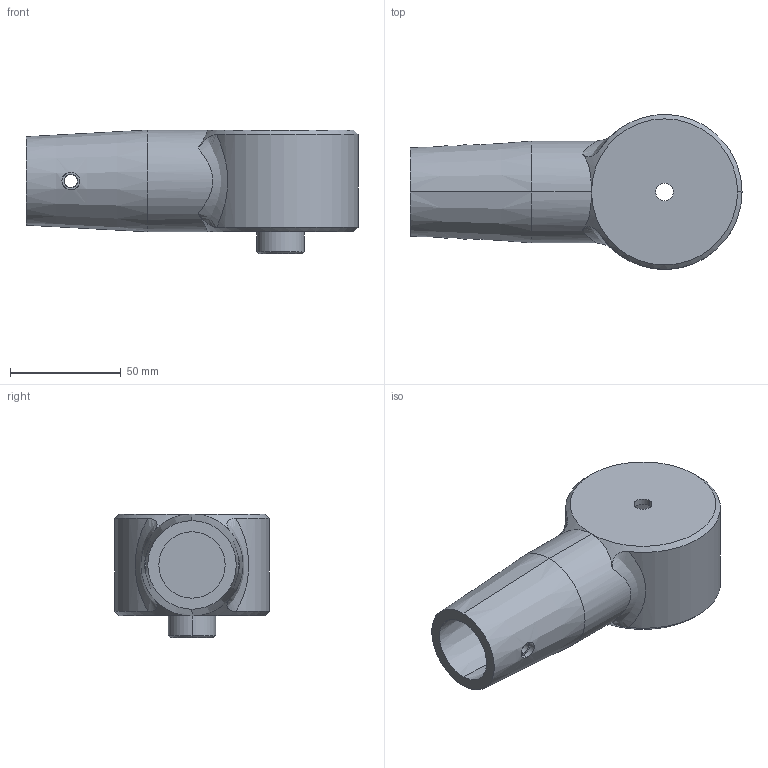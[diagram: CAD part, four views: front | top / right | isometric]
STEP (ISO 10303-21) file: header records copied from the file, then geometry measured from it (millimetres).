
FILE_DESCRIPTION (( 'STEP AP203' ), '1' );
FILE_NAME ('Pack and go 8-II( Updated Final Assembly File)Shoulder movement_Default_sldprt.STEP', '2024-12-13T20:43:20', ( '' ), ( '' ), 'SwSTEP 2.0', 'SolidWorks 2024', '' );
FILE_SCHEMA (( 'CONFIG_CONTROL_DESIGN' ));
Length unit declared in the file: millimetre
Products named in the file (1): Pack and go 8-II( Updated Final Assembly File)Shoulder movement_Default_sldprt
Bounding box: 150 x 69.93 x 56 mm (x, y, z)
Volume: 143506.2 mm3; surface area: 48526.8 mm2
Topology: 1 solids, 1 shells, 40 faces, 90 edges, 58 vertices
Faces by surface type: cylinder 19, cone 10, plane 9, bspline 2
Entity records: 1932 total; most frequent: CARTESIAN_POINT 952, DIRECTION 190, ORIENTED_EDGE 180, EDGE_CURVE 90, AXIS2_PLACEMENT_3D 81, VERTEX_POINT 58, EDGE_LOOP 52, CIRCLE 42
